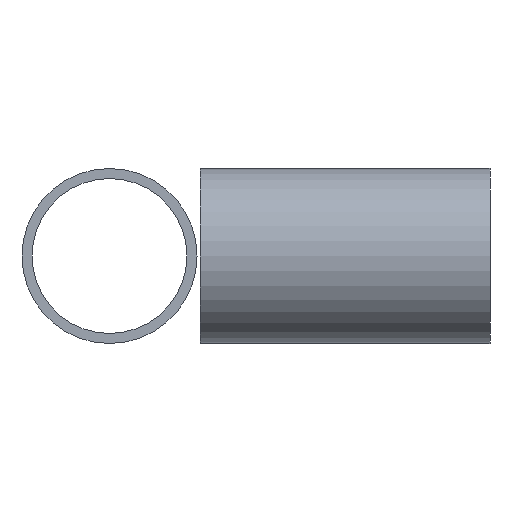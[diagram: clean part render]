
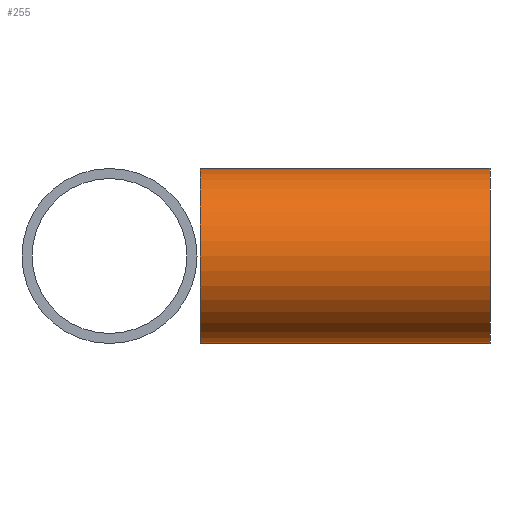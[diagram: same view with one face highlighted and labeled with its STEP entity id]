
A CAD part, front view. The second image highlights one B-rep face of the part: STEP entity #255.
In plain terms, the highlighted cylindrical face has radius 24.15 mm (diameter 48.3 mm), a partial arc.
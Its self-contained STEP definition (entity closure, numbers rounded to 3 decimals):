
#13 = EDGE_CURVE ( 'NONE', #378, #205, #62, .T. ) ;
#15 = DIRECTION ( 'NONE',  ( -1., 0., 0. ) ) ;
#19 = ORIENTED_EDGE ( 'NONE', *, *, #276, .T. ) ;
#39 = ORIENTED_EDGE ( 'NONE', *, *, #13, .T. ) ;
#47 = CARTESIAN_POINT ( 'NONE',  ( 105., 0., 0. ) ) ;
#53 = CARTESIAN_POINT ( 'NONE',  ( 25., 0., 24.15 ) ) ;
#62 = CIRCLE ( 'NONE', #63, 24.15 ) ;
#63 = AXIS2_PLACEMENT_3D ( 'NONE', #287, #341, #87 ) ;
#87 = DIRECTION ( 'NONE',  ( 0., 1., 0. ) ) ;
#114 = CIRCLE ( 'NONE', #223, 24.15 ) ;
#119 = VECTOR ( 'NONE', #282, 1000. ) ;
#133 = VECTOR ( 'NONE', #15, 1000. ) ;
#139 = LINE ( 'NONE', #300, #133 ) ;
#149 = VERTEX_POINT ( 'NONE', #405 ) ;
#153 = EDGE_LOOP ( 'NONE', ( #180, #363, #19, #39 ) ) ;
#160 = CARTESIAN_POINT ( 'NONE',  ( 105., 0., -24.15 ) ) ;
#163 = EDGE_CURVE ( 'NONE', #149, #205, #316, .T. ) ;
#173 = CYLINDRICAL_SURFACE ( 'NONE', #271, 24.15 ) ;
#176 = CARTESIAN_POINT ( 'NONE',  ( 105., 0., 0. ) ) ;
#180 = ORIENTED_EDGE ( 'NONE', *, *, #163, .F. ) ;
#181 = DIRECTION ( 'NONE',  ( -1., 0., 0. ) ) ;
#203 = DIRECTION ( 'NONE',  ( 1., 0., 0. ) ) ;
#205 = VERTEX_POINT ( 'NONE', #241 ) ;
#222 = EDGE_CURVE ( 'NONE', #292, #149, #114, .T. ) ;
#223 = AXIS2_PLACEMENT_3D ( 'NONE', #176, #203, #329 ) ;
#227 = DIRECTION ( 'NONE',  ( 0., 0., 1. ) ) ;
#241 = CARTESIAN_POINT ( 'NONE',  ( 25., 0., -24.15 ) ) ;
#255 = ADVANCED_FACE ( 'NONE', ( #330 ), #173, .T. ) ;
#257 = CARTESIAN_POINT ( 'NONE',  ( 105., 0., 24.15 ) ) ;
#271 = AXIS2_PLACEMENT_3D ( 'NONE', #47, #181, #227 ) ;
#276 = EDGE_CURVE ( 'NONE', #292, #378, #139, .T. ) ;
#282 = DIRECTION ( 'NONE',  ( -1., 0., 0. ) ) ;
#287 = CARTESIAN_POINT ( 'NONE',  ( 25., 0., 0. ) ) ;
#292 = VERTEX_POINT ( 'NONE', #257 ) ;
#300 = CARTESIAN_POINT ( 'NONE',  ( 105., 0., 24.15 ) ) ;
#316 = LINE ( 'NONE', #160, #119 ) ;
#329 = DIRECTION ( 'NONE',  ( 0., 1., 0. ) ) ;
#330 = FACE_OUTER_BOUND ( 'NONE', #153, .T. ) ;
#341 = DIRECTION ( 'NONE',  ( 1., 0., 0. ) ) ;
#363 = ORIENTED_EDGE ( 'NONE', *, *, #222, .F. ) ;
#378 = VERTEX_POINT ( 'NONE', #53 ) ;
#405 = CARTESIAN_POINT ( 'NONE',  ( 105., 0., -24.15 ) ) ;
